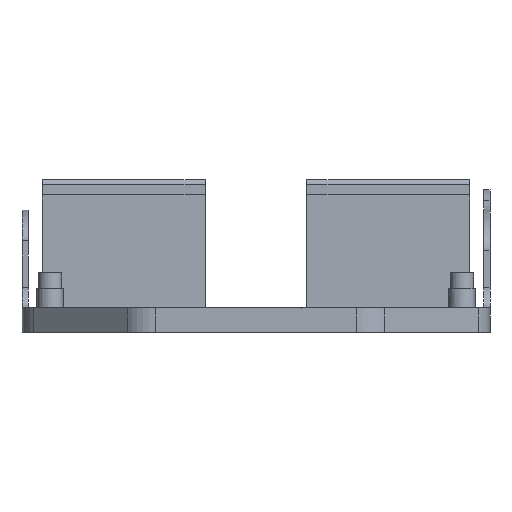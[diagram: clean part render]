
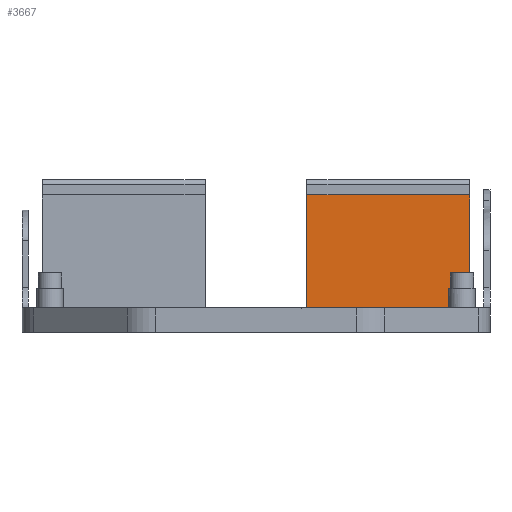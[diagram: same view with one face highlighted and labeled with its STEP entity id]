
A CAD part, front view. The second image highlights one B-rep face of the part: STEP entity #3667.
In plain terms, the highlighted planar face has unit normal (0, -1, 0).
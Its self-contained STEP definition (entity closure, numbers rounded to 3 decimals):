
#206=PLANE('',#3985);
#392=FACE_OUTER_BOUND('',#617,.T.);
#617=EDGE_LOOP('',(#3043,#3044,#3045,#3046));
#800=LINE('',#5193,#1180);
#1039=LINE('',#6161,#1419);
#1053=LINE('',#6190,#1433);
#1055=LINE('',#6193,#1435);
#1180=VECTOR('',#4143,10.);
#1419=VECTOR('',#4794,10.);
#1433=VECTOR('',#4822,10.);
#1435=VECTOR('',#4826,10.);
#1563=VERTEX_POINT('',#5190);
#1564=VERTEX_POINT('',#5192);
#1801=VERTEX_POINT('',#6160);
#1809=VERTEX_POINT('',#6188);
#1900=EDGE_CURVE('',#1563,#1564,#800,.T.);
#2252=EDGE_CURVE('',#1564,#1801,#1039,.T.);
#2268=EDGE_CURVE('',#1563,#1809,#1053,.T.);
#2270=EDGE_CURVE('',#1809,#1801,#1055,.T.);
#3043=ORIENTED_EDGE('',*,*,#1900,.F.);
#3044=ORIENTED_EDGE('',*,*,#2268,.T.);
#3045=ORIENTED_EDGE('',*,*,#2270,.T.);
#3046=ORIENTED_EDGE('',*,*,#2252,.F.);
#3667=ADVANCED_FACE('',(#392),#206,.T.);
#3985=AXIS2_PLACEMENT_3D('',#6192,#4824,#4825);
#4143=DIRECTION('',(-1.,0.,0.));
#4794=DIRECTION('',(0.,0.,1.));
#4822=DIRECTION('',(0.,0.,1.));
#4824=DIRECTION('center_axis',(0.,-1.,0.));
#4825=DIRECTION('ref_axis',(1.,0.,0.));
#4826=DIRECTION('',(-1.,0.,0.));
#5190=CARTESIAN_POINT('',(17.105,56.951,2.4));
#5192=CARTESIAN_POINT('',(1.105,56.951,2.4));
#5193=CARTESIAN_POINT('',(1.105,56.951,2.4));
#6160=CARTESIAN_POINT('',(1.105,56.951,13.5));
#6161=CARTESIAN_POINT('',(1.105,56.951,0.));
#6188=CARTESIAN_POINT('',(17.105,56.951,13.5));
#6190=CARTESIAN_POINT('',(17.105,56.951,0.));
#6192=CARTESIAN_POINT('Origin',(1.105,56.951,0.));
#6193=CARTESIAN_POINT('',(1.105,56.951,13.5));
